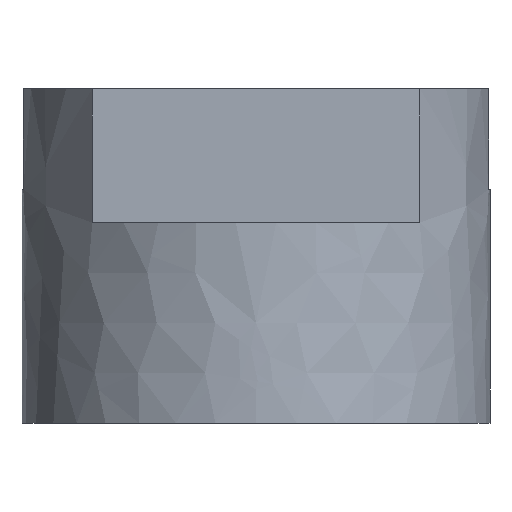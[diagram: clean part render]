
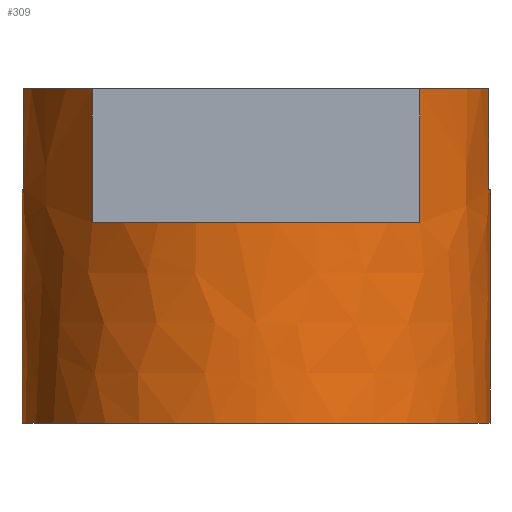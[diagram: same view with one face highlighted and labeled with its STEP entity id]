
A CAD part, left-side view. The second image highlights one B-rep face of the part: STEP entity #309.
In plain terms, the highlighted free-form (B-spline) face has degree [6, 1] with [7, 2] control points.
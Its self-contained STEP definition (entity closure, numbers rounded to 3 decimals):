
#49 = VERTEX_POINT('',#50);
#50 = CARTESIAN_POINT('',(0.,-7.,7.));
#57 = EDGE_CURVE('',#58,#49,#60,.T.);
#58 = VERTEX_POINT('',#59);
#59 = CARTESIAN_POINT('',(0.,-7.,0.));
#60 = LINE('',#61,#62);
#61 = CARTESIAN_POINT('',(0.,-7.,0.));
#62 = VECTOR('',#63,1.);
#63 = DIRECTION('',(0.,0.,1.));
#66 = VERTEX_POINT('',#67);
#67 = CARTESIAN_POINT('',(0.,7.,0.));
#74 = EDGE_CURVE('',#66,#75,#77,.T.);
#75 = VERTEX_POINT('',#76);
#76 = CARTESIAN_POINT('',(0.,7.,7.));
#77 = LINE('',#78,#79);
#78 = CARTESIAN_POINT('',(0.,7.,0.));
#79 = VECTOR('',#80,1.);
#80 = DIRECTION('',(0.,0.,1.));
#157 = VERTEX_POINT('',#158);
#158 = CARTESIAN_POINT('',(-5.,-4.899,6.));
#159 = VERTEX_POINT('',#160);
#160 = CARTESIAN_POINT('',(-5.,4.899,6.));
#166 = EDGE_CURVE('',#159,#157,#167,.T.);
#167 = CIRCLE('',#168,7.);
#168 = AXIS2_PLACEMENT_3D('',#169,#170,#171);
#169 = CARTESIAN_POINT('',(0.,0.,6.));
#170 = DIRECTION('',(0.,0.,1.));
#171 = DIRECTION('',(-0.714,0.7,0.));
#199 = VERTEX_POINT('',#200);
#200 = CARTESIAN_POINT('',(-5.,-4.899,10.));
#201 = VERTEX_POINT('',#202);
#202 = CARTESIAN_POINT('',(-5.,4.899,10.));
#208 = EDGE_CURVE('',#209,#201,#211,.T.);
#209 = VERTEX_POINT('',#210);
#210 = CARTESIAN_POINT('',(-0.75,6.96,10.));
#211 = CIRCLE('',#212,7.);
#212 = AXIS2_PLACEMENT_3D('',#213,#214,#215);
#213 = CARTESIAN_POINT('',(0.,0.,10.));
#214 = DIRECTION('',(0.,0.,1.));
#215 = DIRECTION('',(-0.107,0.994,0.));
#235 = VERTEX_POINT('',#236);
#236 = CARTESIAN_POINT('',(-0.75,-6.96,10.));
#242 = EDGE_CURVE('',#199,#235,#243,.T.);
#243 = CIRCLE('',#244,7.);
#244 = AXIS2_PLACEMENT_3D('',#245,#246,#247);
#245 = CARTESIAN_POINT('',(0.,0.,10.));
#246 = DIRECTION('',(0.,0.,1.));
#247 = DIRECTION('',(-0.714,-0.7,0.));
#292 = EDGE_CURVE('',#199,#157,#293,.T.);
#293 = LINE('',#294,#295);
#294 = CARTESIAN_POINT('',(-5.,-4.899,10.));
#295 = VECTOR('',#296,1.);
#296 = DIRECTION('',(0.,0.,-1.));
#299 = EDGE_CURVE('',#201,#159,#300,.T.);
#300 = LINE('',#301,#302);
#301 = CARTESIAN_POINT('',(-5.,4.899,10.));
#302 = VECTOR('',#303,1.);
#303 = DIRECTION('',(0.,0.,-1.));
#309 = ADVANCED_FACE('',(#310),#356,.T.);
#310 = FACE_BOUND('',#311,.T.);
#311 = EDGE_LOOP('',(#312,#313,#314,#322,#329,#330,#337,#338,#347,#353,
    #354,#355));
#312 = ORIENTED_EDGE('',*,*,#299,.F.);
#313 = ORIENTED_EDGE('',*,*,#208,.F.);
#314 = ORIENTED_EDGE('',*,*,#315,.T.);
#315 = EDGE_CURVE('',#209,#316,#318,.T.);
#316 = VERTEX_POINT('',#317);
#317 = CARTESIAN_POINT('',(-0.75,6.96,7.));
#318 = LINE('',#319,#320);
#319 = CARTESIAN_POINT('',(-0.75,6.96,10.));
#320 = VECTOR('',#321,1.);
#321 = DIRECTION('',(0.,0.,-1.));
#322 = ORIENTED_EDGE('',*,*,#323,.T.);
#323 = EDGE_CURVE('',#316,#75,#324,.T.);
#324 = CIRCLE('',#325,7.);
#325 = AXIS2_PLACEMENT_3D('',#326,#327,#328);
#326 = CARTESIAN_POINT('',(0.,0.,7.));
#327 = DIRECTION('',(0.,0.,-1.));
#328 = DIRECTION('',(-0.107,0.994,0.));
#329 = ORIENTED_EDGE('',*,*,#74,.F.);
#330 = ORIENTED_EDGE('',*,*,#331,.T.);
#331 = EDGE_CURVE('',#66,#58,#332,.T.);
#332 = CIRCLE('',#333,7.);
#333 = AXIS2_PLACEMENT_3D('',#334,#335,#336);
#334 = CARTESIAN_POINT('',(0.,0.,0.));
#335 = DIRECTION('',(0.,-0.,1.));
#336 = DIRECTION('',(0.,1.,0.));
#337 = ORIENTED_EDGE('',*,*,#57,.T.);
#338 = ORIENTED_EDGE('',*,*,#339,.T.);
#339 = EDGE_CURVE('',#49,#340,#342,.T.);
#340 = VERTEX_POINT('',#341);
#341 = CARTESIAN_POINT('',(-0.75,-6.96,7.));
#342 = CIRCLE('',#343,7.);
#343 = AXIS2_PLACEMENT_3D('',#344,#345,#346);
#344 = CARTESIAN_POINT('',(0.,0.,7.));
#345 = DIRECTION('',(0.,0.,-1.));
#346 = DIRECTION('',(0.,-1.,0.));
#347 = ORIENTED_EDGE('',*,*,#348,.F.);
#348 = EDGE_CURVE('',#235,#340,#349,.T.);
#349 = LINE('',#350,#351);
#350 = CARTESIAN_POINT('',(-0.75,-6.96,10.));
#351 = VECTOR('',#352,1.);
#352 = DIRECTION('',(0.,0.,-1.));
#353 = ORIENTED_EDGE('',*,*,#242,.F.);
#354 = ORIENTED_EDGE('',*,*,#292,.T.);
#355 = ORIENTED_EDGE('',*,*,#166,.F.);
#356 = B_SPLINE_SURFACE_WITH_KNOTS('',6,1,(
    (#357,#358)
    ,(#359,#360)
    ,(#361,#362)
    ,(#363,#364)
    ,(#365,#366)
    ,(#367,#368)
    ,(#369,#370
    )),.UNSPECIFIED.,.F.,.F.,.F.,(7,7),(2,2),(-6.346,
    -3.079),(0.3,10.7),.PIECEWISE_BEZIER_KNOTS.);
#357 = CARTESIAN_POINT('',(0.44,-6.986,10.2));
#358 = CARTESIAN_POINT('',(0.44,-6.986,-0.2));
#359 = CARTESIAN_POINT('',(-3.365,-7.226,10.2));
#360 = CARTESIAN_POINT('',(-3.365,-7.226,-0.2));
#361 = CARTESIAN_POINT('',(-7.325,-4.979,10.2));
#362 = CARTESIAN_POINT('',(-7.325,-4.979,-0.2));
#363 = CARTESIAN_POINT('',(-9.437,0.,10.2));
#364 = CARTESIAN_POINT('',(-9.437,0.,-0.2));
#365 = CARTESIAN_POINT('',(-7.325,4.979,10.2));
#366 = CARTESIAN_POINT('',(-7.325,4.979,-0.2));
#367 = CARTESIAN_POINT('',(-3.365,7.226,10.2));
#368 = CARTESIAN_POINT('',(-3.365,7.226,-0.2));
#369 = CARTESIAN_POINT('',(0.44,6.986,10.2));
#370 = CARTESIAN_POINT('',(0.44,6.986,-0.2));
